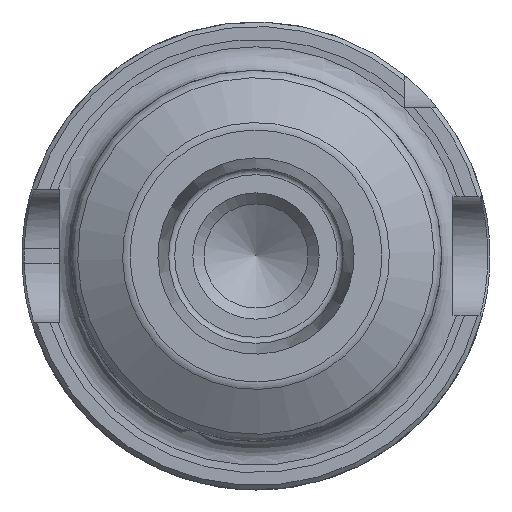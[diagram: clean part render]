
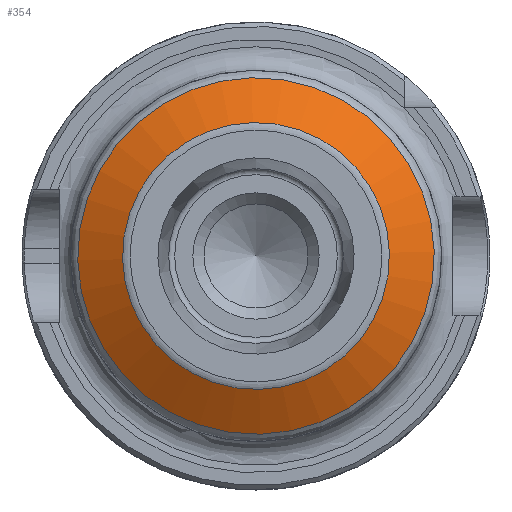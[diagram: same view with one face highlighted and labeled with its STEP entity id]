
A CAD part, left-side view. The second image highlights one B-rep face of the part: STEP entity #354.
In plain terms, the highlighted conical face has half-angle 60 degrees and reference radius 24 mm.
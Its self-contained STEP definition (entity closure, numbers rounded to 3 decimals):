
#98=FACE_BOUND('',#583,.T.);
#99=FACE_BOUND('',#584,.T.);
#175=CONICAL_SURFACE('',#1790,24.,60.);
#354=ADVANCED_FACE('',(#98,#99),#175,.T.);
#583=EDGE_LOOP('',(#1145));
#584=EDGE_LOOP('',(#1146));
#1145=ORIENTED_EDGE('',*,*,#1533,.F.);
#1146=ORIENTED_EDGE('',*,*,#1536,.T.);
#1311=VERTEX_POINT('',#3328);
#1314=VERTEX_POINT('',#3337);
#1533=EDGE_CURVE('',#1311,#1311,#1610,.T.);
#1536=EDGE_CURVE('',#1314,#1314,#1613,.T.);
#1610=CIRCLE('',#1783,24.);
#1613=CIRCLE('',#1789,17.964);
#1783=AXIS2_PLACEMENT_3D('',#3327,#2173,#2174);
#1789=AXIS2_PLACEMENT_3D('',#3336,#2185,#2186);
#1790=AXIS2_PLACEMENT_3D('',#3338,#2187,#2188);
#2173=DIRECTION('',(1.,0.,0.));
#2174=DIRECTION('',(0.,1.,-0.024));
#2185=DIRECTION('',(1.,0.,0.));
#2186=DIRECTION('',(0.,1.,-0.024));
#2187=DIRECTION('',(1.,0.,0.));
#2188=DIRECTION('',(0.,1.,-0.024));
#3327=CARTESIAN_POINT('',(-9.247,0.,0.));
#3328=CARTESIAN_POINT('',(-9.247,23.993,-0.587));
#3336=CARTESIAN_POINT('',(-12.732,0.,0.));
#3337=CARTESIAN_POINT('',(-12.732,17.959,-0.439));
#3338=CARTESIAN_POINT('',(-9.247,0.,0.));
